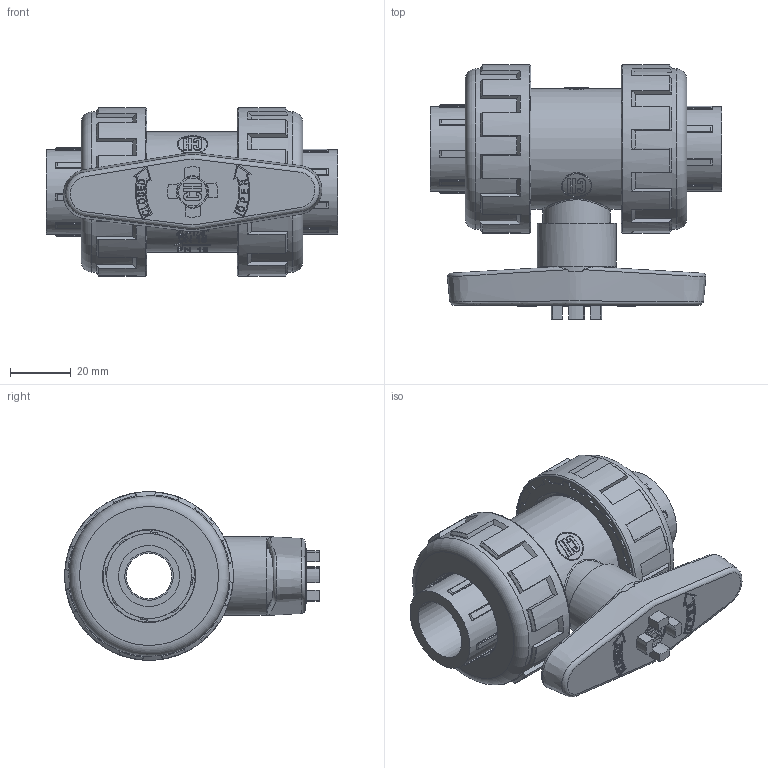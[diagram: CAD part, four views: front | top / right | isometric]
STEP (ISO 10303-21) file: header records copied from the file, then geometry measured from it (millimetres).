
FILE_DESCRIPTION( ( 'Unknown' ), '1' );
FILE_NAME( '151020.stp', 'Unknown', ( 'Unknown' ), ( 'Unknown' ), 'PSStep 16.0.42', 'Unknown', ' ' );
FILE_SCHEMA( ( 'AUTOMOTIVE_DESIGN { 1 0 10303 214 1 1 1 1 }' ) );
Length unit declared in the file: millimetre
Products named in the file (6): Assem1; CUERPO VALVULA DE BOLA ø20; LLave de paso Export ø 20-25_Rev.2; Tuerca v_bola ø 20; manguito ø20; manguito ø20-oa0
Assembly tree (6 placements, depth 2):
  Assem1
    CUERPO VALVULA DE BOLA ø20
    LLave de paso Export ø 20-25_Rev.2
    Tuerca v_bola ø 20  x2
    manguito ø20
    manguito ø20-oa0
Bounding box: 95.99 x 83.7 x 55.45 mm (x, y, z)
Volume: 114035.7 mm3; surface area: 58754.2 mm2
Topology: 6 solids, 6 shells, 1268 faces, 3400 edges, 2231 vertices
Faces by surface type: plane 609, cylinder 319, extrusion 171, cone 64, torus 59, bspline 42, sphere 4
Full cylindrical faces by diameter (mm): 9.2 x1, 9.6 x1, 10 x2, 13.2 x1, 15 x1, 15.94 x2, 17.1 x1, 17.3 x1, 20.08 x2, 20.1 x1, 22 x1, 22.2 x1, 23.7 x1, 26 x1, 27.92 x2, 30.29 x2, 31 x1, 34.9 x2, 35 x6, 35.53 x2, 39.7 x1, 42.43 x6, 52.7 x2, 54.45 x2, 55.45 x2
Entity records: 60771 total; most frequent: CARTESIAN_POINT 25973, ORIENTED_EDGE 5650, DIRECTION 4777, EDGE_CURVE 2825, VERTEX_POINT 1885, AXIS2_PLACEMENT_3D 1620, VECTOR 1537, LINE 1366
